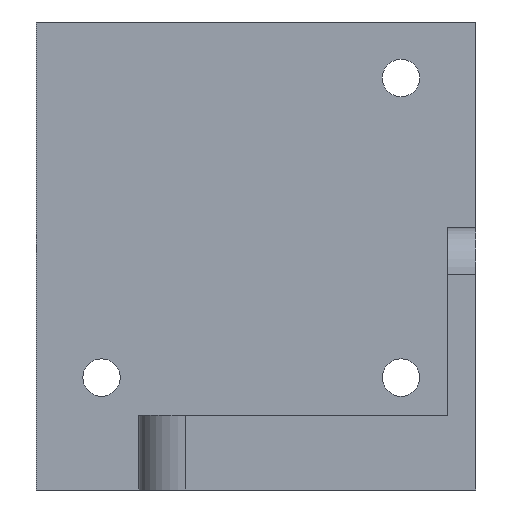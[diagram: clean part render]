
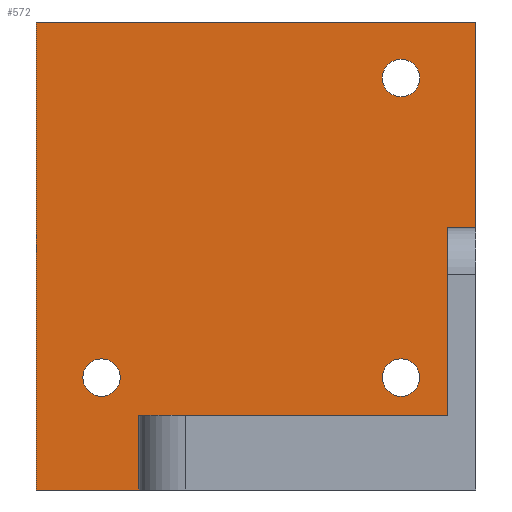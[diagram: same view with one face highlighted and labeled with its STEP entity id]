
A CAD part, left-side view. The second image highlights one B-rep face of the part: STEP entity #572.
In plain terms, the highlighted planar face has unit normal (-1, 0, 0).
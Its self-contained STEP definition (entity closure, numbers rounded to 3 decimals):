
#33 = CARTESIAN_POINT ( 'NONE',  ( 60., 40., 12.012 ) ) ;
#35 = CARTESIAN_POINT ( 'NONE',  ( 60., 8., 12.012 ) ) ;
#53 = EDGE_CURVE ( 'NONE', #239, #677, #122, .T. ) ;
#55 = FACE_OUTER_BOUND ( 'NONE', #255, .T. ) ;
#60 = DIRECTION ( 'NONE',  ( -1., 0., 0. ) ) ;
#61 = DIRECTION ( 'NONE',  ( -1., 0., 0. ) ) ;
#64 = CARTESIAN_POINT ( 'NONE',  ( 60., 0., 8. ) ) ;
#84 = EDGE_CURVE ( 'NONE', #790, #1746, #1008, .T. ) ;
#96 = EDGE_CURVE ( 'NONE', #374, #297, #743, .T. ) ;
#102 = EDGE_CURVE ( 'NONE', #1068, #1045, #875, .T. ) ;
#122 = CIRCLE ( 'NONE', #1124, 2. ) ;
#127 = DIRECTION ( 'NONE',  ( 0., 0., 1. ) ) ;
#144 = ORIENTED_EDGE ( 'NONE', *, *, #53, .F. ) ;
#192 = CARTESIAN_POINT ( 'NONE',  ( 60., 0., 0. ) ) ;
#239 = VERTEX_POINT ( 'NONE', #1704 ) ;
#245 = ORIENTED_EDGE ( 'NONE', *, *, #1321, .F. ) ;
#248 = CIRCLE ( 'NONE', #1251, 2. ) ;
#255 = EDGE_LOOP ( 'NONE', ( #1710, #1488, #503, #808, #312, #493 ) ) ;
#266 = LINE ( 'NONE', #672, #854 ) ;
#270 = AXIS2_PLACEMENT_3D ( 'NONE', #836, #1529, #598 ) ;
#279 = VECTOR ( 'NONE', #531, 1000. ) ;
#295 = AXIS2_PLACEMENT_3D ( 'NONE', #35, #1246, #1113 ) ;
#297 = VERTEX_POINT ( 'NONE', #1558 ) ;
#312 = ORIENTED_EDGE ( 'NONE', *, *, #1197, .F. ) ;
#326 = VERTEX_POINT ( 'NONE', #64 ) ;
#345 = EDGE_CURVE ( 'NONE', #868, #1483, #1223, .T. ) ;
#353 = VECTOR ( 'NONE', #1410, 1000. ) ;
#366 = DIRECTION ( 'NONE',  ( 0., 0., 1. ) ) ;
#374 = VERTEX_POINT ( 'NONE', #1589 ) ;
#390 = CARTESIAN_POINT ( 'NONE',  ( 60., 0., -47.381 ) ) ;
#421 = AXIS2_PLACEMENT_3D ( 'NONE', #33, #60, #1129 ) ;
#493 = ORIENTED_EDGE ( 'NONE', *, *, #96, .T. ) ;
#503 = ORIENTED_EDGE ( 'NONE', *, *, #1747, .T. ) ;
#512 = CIRCLE ( 'NONE', #421, 2. ) ;
#531 = DIRECTION ( 'NONE',  ( 0., 0., 1. ) ) ;
#534 = AXIS2_PLACEMENT_3D ( 'NONE', #634, #770, #366 ) ;
#538 = ORIENTED_EDGE ( 'NONE', *, *, #1470, .F. ) ;
#563 = LINE ( 'NONE', #576, #1743 ) ;
#572 = ADVANCED_FACE ( 'NONE', ( #878, #1414, #1388, #55 ), #869, .T. ) ;
#576 = CARTESIAN_POINT ( 'NONE',  ( 60., 36., 8. ) ) ;
#598 = DIRECTION ( 'NONE',  ( 0., 0., 1. ) ) ;
#602 = DIRECTION ( 'NONE',  ( 0., 0., 1. ) ) ;
#612 = CARTESIAN_POINT ( 'NONE',  ( 60., 40., 10.012 ) ) ;
#614 = CARTESIAN_POINT ( 'NONE',  ( 60., 0., 8. ) ) ;
#629 = CARTESIAN_POINT ( 'NONE',  ( 60., 40., 14.012 ) ) ;
#634 = CARTESIAN_POINT ( 'NONE',  ( 60., 8., 12.012 ) ) ;
#672 = CARTESIAN_POINT ( 'NONE',  ( 60., 47., -47.381 ) ) ;
#677 = VERTEX_POINT ( 'NONE', #1056 ) ;
#732 = DIRECTION ( 'NONE',  ( 0., -1., 0. ) ) ;
#743 = LINE ( 'NONE', #192, #904 ) ;
#759 = EDGE_CURVE ( 'NONE', #326, #1457, #1187, .T. ) ;
#770 = DIRECTION ( 'NONE',  ( -1., 0., 0. ) ) ;
#790 = VERTEX_POINT ( 'NONE', #906 ) ;
#792 = EDGE_LOOP ( 'NONE', ( #1728, #245 ) ) ;
#808 = ORIENTED_EDGE ( 'NONE', *, *, #84, .F. ) ;
#815 = ORIENTED_EDGE ( 'NONE', *, *, #927, .F. ) ;
#836 = CARTESIAN_POINT ( 'NONE',  ( 60., 0., -47.381 ) ) ;
#854 = VECTOR ( 'NONE', #127, 1000. ) ;
#868 = VERTEX_POINT ( 'NONE', #1526 ) ;
#869 = PLANE ( 'NONE',  #270 ) ;
#875 = CIRCLE ( 'NONE', #1019, 2. ) ;
#878 = FACE_BOUND ( 'NONE', #1737, .T. ) ;
#886 = EDGE_CURVE ( 'NONE', #1457, #297, #563, .T. ) ;
#904 = VECTOR ( 'NONE', #732, 1000. ) ;
#906 = CARTESIAN_POINT ( 'NONE',  ( 60., 47., 50. ) ) ;
#927 = EDGE_CURVE ( 'NONE', #1483, #868, #1241, .T. ) ;
#953 = ORIENTED_EDGE ( 'NONE', *, *, #345, .F. ) ;
#980 = CARTESIAN_POINT ( 'NONE',  ( 60., 8., 44.012 ) ) ;
#1008 = LINE ( 'NONE', #1403, #353 ) ;
#1016 = CARTESIAN_POINT ( 'NONE',  ( 60., 8., 44.012 ) ) ;
#1019 = AXIS2_PLACEMENT_3D ( 'NONE', #1282, #61, #1686 ) ;
#1041 = DIRECTION ( 'NONE',  ( 0., 1., 0. ) ) ;
#1045 = VERTEX_POINT ( 'NONE', #612 ) ;
#1056 = CARTESIAN_POINT ( 'NONE',  ( 60., 8., 46.012 ) ) ;
#1068 = VERTEX_POINT ( 'NONE', #629 ) ;
#1113 = DIRECTION ( 'NONE',  ( 0., 0., 1. ) ) ;
#1123 = DIRECTION ( 'NONE',  ( 0., 0., -1. ) ) ;
#1124 = AXIS2_PLACEMENT_3D ( 'NONE', #980, #1511, #602 ) ;
#1129 = DIRECTION ( 'NONE',  ( 0., 0., 1. ) ) ;
#1130 = EDGE_LOOP ( 'NONE', ( #815, #953 ) ) ;
#1187 = LINE ( 'NONE', #614, #1572 ) ;
#1197 = EDGE_CURVE ( 'NONE', #374, #790, #266, .T. ) ;
#1223 = CIRCLE ( 'NONE', #534, 2. ) ;
#1241 = CIRCLE ( 'NONE', #295, 2. ) ;
#1246 = DIRECTION ( 'NONE',  ( -1., 0., 0. ) ) ;
#1251 = AXIS2_PLACEMENT_3D ( 'NONE', #1016, #1553, #1417 ) ;
#1282 = CARTESIAN_POINT ( 'NONE',  ( 60., 40., 12.012 ) ) ;
#1321 = EDGE_CURVE ( 'NONE', #1045, #1068, #512, .T. ) ;
#1388 = FACE_BOUND ( 'NONE', #792, .T. ) ;
#1403 = CARTESIAN_POINT ( 'NONE',  ( 60., 0., 50. ) ) ;
#1410 = DIRECTION ( 'NONE',  ( 0., -1., 0. ) ) ;
#1414 = FACE_BOUND ( 'NONE', #1130, .T. ) ;
#1417 = DIRECTION ( 'NONE',  ( 0., 0., 1. ) ) ;
#1452 = CARTESIAN_POINT ( 'NONE',  ( 60., 8., 14.012 ) ) ;
#1457 = VERTEX_POINT ( 'NONE', #1685 ) ;
#1470 = EDGE_CURVE ( 'NONE', #677, #239, #248, .T. ) ;
#1483 = VERTEX_POINT ( 'NONE', #1452 ) ;
#1488 = ORIENTED_EDGE ( 'NONE', *, *, #759, .F. ) ;
#1511 = DIRECTION ( 'NONE',  ( -1., 0., 0. ) ) ;
#1526 = CARTESIAN_POINT ( 'NONE',  ( 60., 8., 10.012 ) ) ;
#1529 = DIRECTION ( 'NONE',  ( -1., 0., 0. ) ) ;
#1553 = DIRECTION ( 'NONE',  ( -1., 0., 0. ) ) ;
#1558 = CARTESIAN_POINT ( 'NONE',  ( 60., 36., 0. ) ) ;
#1572 = VECTOR ( 'NONE', #1041, 1000. ) ;
#1589 = CARTESIAN_POINT ( 'NONE',  ( 60., 47., 0. ) ) ;
#1614 = CARTESIAN_POINT ( 'NONE',  ( 60., 0., 50. ) ) ;
#1633 = LINE ( 'NONE', #390, #279 ) ;
#1685 = CARTESIAN_POINT ( 'NONE',  ( 60., 36., 8. ) ) ;
#1686 = DIRECTION ( 'NONE',  ( 0., 0., 1. ) ) ;
#1704 = CARTESIAN_POINT ( 'NONE',  ( 60., 8., 42.012 ) ) ;
#1710 = ORIENTED_EDGE ( 'NONE', *, *, #886, .F. ) ;
#1728 = ORIENTED_EDGE ( 'NONE', *, *, #102, .F. ) ;
#1737 = EDGE_LOOP ( 'NONE', ( #538, #144 ) ) ;
#1743 = VECTOR ( 'NONE', #1123, 1000. ) ;
#1746 = VERTEX_POINT ( 'NONE', #1614 ) ;
#1747 = EDGE_CURVE ( 'NONE', #326, #1746, #1633, .T. ) ;
